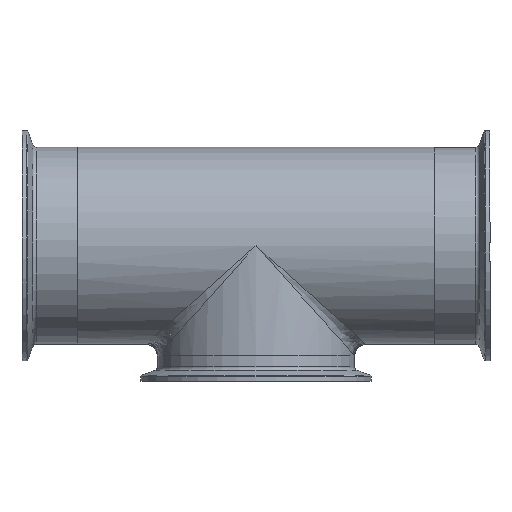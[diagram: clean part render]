
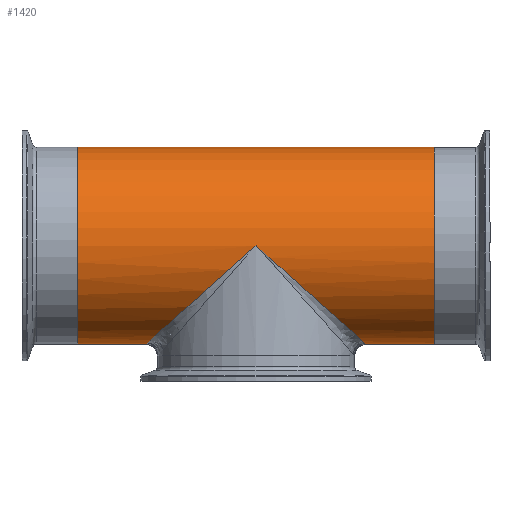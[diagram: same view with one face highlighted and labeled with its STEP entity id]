
A CAD part, top view. The second image highlights one B-rep face of the part: STEP entity #1420.
In plain terms, the highlighted cylindrical face has radius 50.8 mm (diameter 101.6 mm), a full revolution.
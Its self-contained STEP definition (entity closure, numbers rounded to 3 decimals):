
#500=CARTESIAN_POINT('',(12.8,-50.8,0.));
#501=VERTEX_POINT('',#500);
#502=CARTESIAN_POINT('',(12.8,0.0,0.));
#503=DIRECTION('',(1.0,0.0,0.0));
#504=DIRECTION('',(0.0,1.0,0.0));
#505=AXIS2_PLACEMENT_3D('',#502,#503,#504);
#506=CIRCLE('',#505,50.8);
#507=EDGE_CURVE('',#501,#501,#506,.T.);
#528=CARTESIAN_POINT('',(196.8,-50.8,0.));
#529=VERTEX_POINT('',#528);
#530=CARTESIAN_POINT('',(196.8,0.0,0.));
#531=DIRECTION('',(-1.0,0.0,0.0));
#532=DIRECTION('',(0.0,1.0,0.0));
#533=AXIS2_PLACEMENT_3D('',#530,#531,#532);
#534=CIRCLE('',#533,50.8);
#535=EDGE_CURVE('',#529,#529,#534,.T.);
#1210=CARTESIAN_POINT('',(104.8,0.0,50.8));
#1211=VERTEX_POINT('',#1210);
#1219=CARTESIAN_POINT('',(104.8,0.,-50.8));
#1220=VERTEX_POINT('',#1219);
#1221=CARTESIAN_POINT('',(104.8,0.0,0.));
#1222=DIRECTION('',(-0.667,0.745,0.));
#1223=DIRECTION('',(0.745,0.667,0.));
#1224=AXIS2_PLACEMENT_3D('',#1221,#1222,#1223);
#1225=ELLIPSE('',#1224,76.203,50.8);
#1226=EDGE_CURVE('',#1211,#1220,#1225,.T.);
#1320=CARTESIAN_POINT('',(104.8,0.0,0.));
#1321=DIRECTION('',(0.667,0.745,0.));
#1322=DIRECTION('',(-0.745,0.667,0.));
#1323=AXIS2_PLACEMENT_3D('',#1320,#1321,#1322);
#1324=ELLIPSE('',#1323,76.203,50.8);
#1325=EDGE_CURVE('',#1220,#1211,#1324,.T.);
#1405=CARTESIAN_POINT('',(104.8,0.0,0.));
#1406=DIRECTION('',(1.0,0.,0.));
#1407=DIRECTION('',(0.0,1.0,0.0));
#1408=AXIS2_PLACEMENT_3D('',#1405,#1406,#1407);
#1409=CYLINDRICAL_SURFACE('',#1408,50.8);
#1410=ORIENTED_EDGE('',*,*,#507,.T.);
#1411=EDGE_LOOP('',(#1410));
#1412=FACE_OUTER_BOUND('',#1411,.T.);
#1413=ORIENTED_EDGE('',*,*,#535,.T.);
#1414=EDGE_LOOP('',(#1413));
#1415=FACE_BOUND('',#1414,.T.);
#1416=ORIENTED_EDGE('',*,*,#1226,.F.);
#1417=ORIENTED_EDGE('',*,*,#1325,.F.);
#1418=EDGE_LOOP('',(#1416,#1417));
#1419=FACE_BOUND('',#1418,.T.);
#1420=ADVANCED_FACE('',(#1412,#1415,#1419),#1409,.T.);
